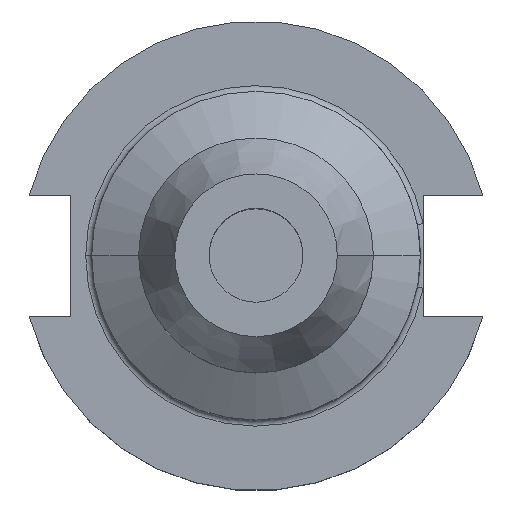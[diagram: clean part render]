
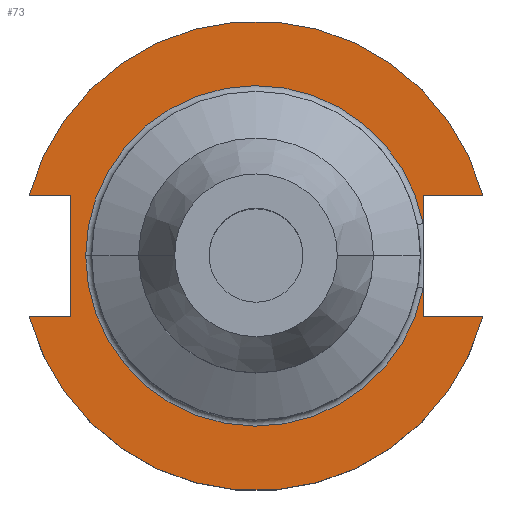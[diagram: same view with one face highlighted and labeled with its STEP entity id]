
A CAD part, top view. The second image highlights one B-rep face of the part: STEP entity #73.
In plain terms, the highlighted planar face has unit normal (0, 0, 1).
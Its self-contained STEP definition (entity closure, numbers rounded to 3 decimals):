
#23 = CARTESIAN_POINT ( 'NONE',  ( -30.675, 8.191, 19.05 ) ) ;
#33 = VERTEX_POINT ( 'NONE', #1648 ) ;
#60 = CARTESIAN_POINT ( 'NONE',  ( 22.606, 22.225, 19.05 ) ) ;
#63 = EDGE_CURVE ( 'NONE', #1206, #409, #1136, .T. ) ;
#73 = ADVANCED_FACE ( 'NONE', ( #444 ), #508, .F. ) ;
#80 = CARTESIAN_POINT ( 'NONE',  ( 22.606, 22.225, 19.05 ) ) ;
#90 = VECTOR ( 'NONE', #191, 1000. ) ;
#107 = DIRECTION ( 'NONE',  ( 1., 0., 0. ) ) ;
#117 = CARTESIAN_POINT ( 'NONE',  ( 0., 22.225, 19.05 ) ) ;
#149 = DIRECTION ( 'NONE',  ( -1., 0., 0. ) ) ;
#191 = DIRECTION ( 'NONE',  ( 0., -1., 0. ) ) ;
#216 = CARTESIAN_POINT ( 'NONE',  ( -25.091, 8.191, 19.05 ) ) ;
#249 = CARTESIAN_POINT ( 'NONE',  ( -25.091, 8.191, 19.05 ) ) ;
#260 = DIRECTION ( 'NONE',  ( 0., 0., -1. ) ) ;
#267 = CARTESIAN_POINT ( 'NONE',  ( 0., 0., 19.05 ) ) ;
#273 = LINE ( 'NONE', #490, #1619 ) ;
#282 = DIRECTION ( 'NONE',  ( 0., 0., -1. ) ) ;
#289 = CARTESIAN_POINT ( 'NONE',  ( 22.606, 4.373, 19.05 ) ) ;
#291 = LINE ( 'NONE', #80, #592 ) ;
#323 = CARTESIAN_POINT ( 'NONE',  ( 30.675, -8.191, 19.05 ) ) ;
#341 = AXIS2_PLACEMENT_3D ( 'NONE', #117, #1301, #1695 ) ;
#347 = VERTEX_POINT ( 'NONE', #910 ) ;
#355 = ORIENTED_EDGE ( 'NONE', *, *, #372, .T. ) ;
#372 = EDGE_CURVE ( 'NONE', #1495, #1408, #622, .T. ) ;
#379 = VERTEX_POINT ( 'NONE', #289 ) ;
#409 = VERTEX_POINT ( 'NONE', #23 ) ;
#418 = EDGE_CURVE ( 'NONE', #347, #1607, #1496, .T. ) ;
#428 = EDGE_CURVE ( 'NONE', #409, #1392, #1187, .T. ) ;
#431 = DIRECTION ( 'NONE',  ( 1., 0., 0. ) ) ;
#444 = FACE_OUTER_BOUND ( 'NONE', #1332, .T. ) ;
#449 = CARTESIAN_POINT ( 'NONE',  ( -25.091, -8.191, 19.05 ) ) ;
#456 = EDGE_CURVE ( 'NONE', #1408, #379, #1108, .T. ) ;
#473 = CARTESIAN_POINT ( 'NONE',  ( 22.606, 8.191, 19.05 ) ) ;
#490 = CARTESIAN_POINT ( 'NONE',  ( -61.091, -8.191, 19.05 ) ) ;
#493 = VECTOR ( 'NONE', #431, 1000. ) ;
#508 = PLANE ( 'NONE',  #341 ) ;
#530 = DIRECTION ( 'NONE',  ( 0., 0., 1. ) ) ;
#545 = AXIS2_PLACEMENT_3D ( 'NONE', #1315, #530, #1565 ) ;
#559 = CARTESIAN_POINT ( 'NONE',  ( 0., -8.191, 19.05 ) ) ;
#592 = VECTOR ( 'NONE', #1538, 1000. ) ;
#596 = EDGE_CURVE ( 'NONE', #347, #1495, #291, .T. ) ;
#601 = AXIS2_PLACEMENT_3D ( 'NONE', #1687, #887, #107 ) ;
#622 = CIRCLE ( 'NONE', #751, 23.025 ) ;
#666 = VECTOR ( 'NONE', #1530, 1000. ) ;
#751 = AXIS2_PLACEMENT_3D ( 'NONE', #267, #260, #149 ) ;
#752 = LINE ( 'NONE', #1262, #666 ) ;
#756 = ORIENTED_EDGE ( 'NONE', *, *, #456, .T. ) ;
#800 = ORIENTED_EDGE ( 'NONE', *, *, #596, .T. ) ;
#844 = ORIENTED_EDGE ( 'NONE', *, *, #938, .T. ) ;
#879 = EDGE_CURVE ( 'NONE', #379, #1701, #1101, .T. ) ;
#887 = DIRECTION ( 'NONE',  ( 0., 0., 1. ) ) ;
#910 = CARTESIAN_POINT ( 'NONE',  ( 22.606, -8.191, 19.05 ) ) ;
#938 = EDGE_CURVE ( 'NONE', #1392, #1587, #1411, .T. ) ;
#1018 = ORIENTED_EDGE ( 'NONE', *, *, #428, .T. ) ;
#1020 = EDGE_CURVE ( 'NONE', #33, #1607, #1630, .T. ) ;
#1067 = DIRECTION ( 'NONE',  ( -1., 0., 0. ) ) ;
#1097 = AXIS2_PLACEMENT_3D ( 'NONE', #1195, #282, #1067 ) ;
#1101 = LINE ( 'NONE', #60, #1448 ) ;
#1108 = CIRCLE ( 'NONE', #1097, 23.025 ) ;
#1136 = CIRCLE ( 'NONE', #545, 31.75 ) ;
#1144 = VECTOR ( 'NONE', #1442, 1000. ) ;
#1187 = LINE ( 'NONE', #1342, #493 ) ;
#1195 = CARTESIAN_POINT ( 'NONE',  ( 0., 0., 19.05 ) ) ;
#1197 = CARTESIAN_POINT ( 'NONE',  ( 30.675, 8.191, 19.05 ) ) ;
#1206 = VERTEX_POINT ( 'NONE', #1197 ) ;
#1262 = CARTESIAN_POINT ( 'NONE',  ( 0., 8.191, 19.05 ) ) ;
#1275 = DIRECTION ( 'NONE',  ( 1., 0., 0. ) ) ;
#1301 = DIRECTION ( 'NONE',  ( 0., 0., -1. ) ) ;
#1305 = ORIENTED_EDGE ( 'NONE', *, *, #63, .T. ) ;
#1313 = ORIENTED_EDGE ( 'NONE', *, *, #879, .T. ) ;
#1315 = CARTESIAN_POINT ( 'NONE',  ( 0., 0., 19.05 ) ) ;
#1332 = EDGE_LOOP ( 'NONE', ( #800, #355, #756, #1313, #1454, #1305, #1018, #844, #1360, #1524, #1541 ) ) ;
#1342 = CARTESIAN_POINT ( 'NONE',  ( -61.091, 8.191, 19.05 ) ) ;
#1360 = ORIENTED_EDGE ( 'NONE', *, *, #1492, .F. ) ;
#1392 = VERTEX_POINT ( 'NONE', #216 ) ;
#1403 = CARTESIAN_POINT ( 'NONE',  ( -23.025, 0., 19.05 ) ) ;
#1408 = VERTEX_POINT ( 'NONE', #1403 ) ;
#1411 = LINE ( 'NONE', #249, #90 ) ;
#1420 = EDGE_CURVE ( 'NONE', #1206, #1701, #752, .T. ) ;
#1442 = DIRECTION ( 'NONE',  ( 1., 0., 0. ) ) ;
#1448 = VECTOR ( 'NONE', #1632, 1000. ) ;
#1454 = ORIENTED_EDGE ( 'NONE', *, *, #1420, .F. ) ;
#1492 = EDGE_CURVE ( 'NONE', #33, #1587, #273, .T. ) ;
#1495 = VERTEX_POINT ( 'NONE', #1684 ) ;
#1496 = LINE ( 'NONE', #559, #1144 ) ;
#1524 = ORIENTED_EDGE ( 'NONE', *, *, #1020, .T. ) ;
#1530 = DIRECTION ( 'NONE',  ( -1., 0., 0. ) ) ;
#1538 = DIRECTION ( 'NONE',  ( 0., 1., 0. ) ) ;
#1541 = ORIENTED_EDGE ( 'NONE', *, *, #418, .F. ) ;
#1565 = DIRECTION ( 'NONE',  ( 1., 0., 0. ) ) ;
#1587 = VERTEX_POINT ( 'NONE', #449 ) ;
#1607 = VERTEX_POINT ( 'NONE', #323 ) ;
#1619 = VECTOR ( 'NONE', #1275, 1000. ) ;
#1630 = CIRCLE ( 'NONE', #601, 31.75 ) ;
#1632 = DIRECTION ( 'NONE',  ( 0., 1., 0. ) ) ;
#1648 = CARTESIAN_POINT ( 'NONE',  ( -30.675, -8.191, 19.05 ) ) ;
#1684 = CARTESIAN_POINT ( 'NONE',  ( 22.606, -4.373, 19.05 ) ) ;
#1687 = CARTESIAN_POINT ( 'NONE',  ( 0., 0., 19.05 ) ) ;
#1695 = DIRECTION ( 'NONE',  ( -1., 0., 0. ) ) ;
#1701 = VERTEX_POINT ( 'NONE', #473 ) ;
